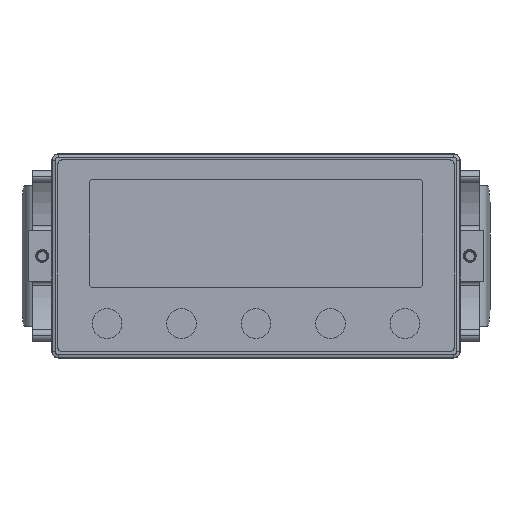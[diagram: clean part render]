
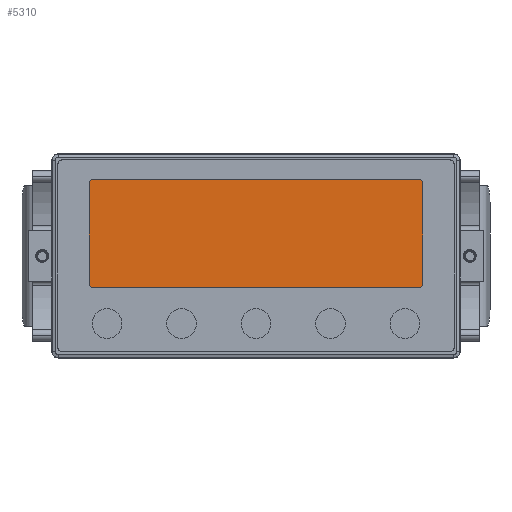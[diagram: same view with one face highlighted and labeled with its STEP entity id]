
A CAD part, top view. The second image highlights one B-rep face of the part: STEP entity #5310.
In plain terms, the highlighted planar face has unit normal (0, 0, 1).
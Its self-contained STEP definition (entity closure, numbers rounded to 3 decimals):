
#720 = CARTESIAN_POINT ( 'NONE',  ( 39.25, -6.48, 3.5 ) ) ;
#800 = LINE ( 'NONE', #1798, #14372 ) ;
#1798 = CARTESIAN_POINT ( 'NONE',  ( 0., -7.48, 3.5 ) ) ;
#1841 = DIRECTION ( 'NONE',  ( 0., -1., 0. ) ) ;
#2082 = DIRECTION ( 'NONE',  ( 1., 0., 0. ) ) ;
#2766 = ORIENTED_EDGE ( 'NONE', *, *, #4891, .F. ) ;
#2777 = AXIS2_PLACEMENT_3D ( 'NONE', #20062, #3807, #22774 ) ;
#3406 = ORIENTED_EDGE ( 'NONE', *, *, #29569, .F. ) ;
#3756 = FACE_OUTER_BOUND ( 'NONE', #4243, .T. ) ;
#3807 = DIRECTION ( 'NONE',  ( 0., 0., -1. ) ) ;
#4243 = EDGE_LOOP ( 'NONE', ( #14974, #28216, #18002, #5643, #2766, #3406, #29135, #7366 ) ) ;
#4278 = CARTESIAN_POINT ( 'NONE',  ( 0., 18.02, 3.5 ) ) ;
#4375 = CARTESIAN_POINT ( 'NONE',  ( 0., 0., 3.5 ) ) ;
#4490 = VERTEX_POINT ( 'NONE', #21314 ) ;
#4678 = EDGE_CURVE ( 'NONE', #28217, #29750, #17350, .T. ) ;
#4709 = CARTESIAN_POINT ( 'NONE',  ( -38.25, -7.48, 3.5 ) ) ;
#4891 = EDGE_CURVE ( 'NONE', #7820, #6272, #18600, .T. ) ;
#5310 = ADVANCED_FACE ( 'NONE', ( #3756 ), #20627, .T. ) ;
#5643 = ORIENTED_EDGE ( 'NONE', *, *, #8485, .F. ) ;
#6272 = VERTEX_POINT ( 'NONE', #720 ) ;
#7008 = CARTESIAN_POINT ( 'NONE',  ( -38.25, 17.02, 3.5 ) ) ;
#7125 = DIRECTION ( 'NONE',  ( 0., 0., 1. ) ) ;
#7366 = ORIENTED_EDGE ( 'NONE', *, *, #28021, .F. ) ;
#7820 = VERTEX_POINT ( 'NONE', #24037 ) ;
#8406 = CIRCLE ( 'NONE', #2777, 1. ) ;
#8482 = CARTESIAN_POINT ( 'NONE',  ( 38.25, -6.48, 3.5 ) ) ;
#8485 = EDGE_CURVE ( 'NONE', #6272, #34981, #19610, .T. ) ;
#8516 = CARTESIAN_POINT ( 'NONE',  ( -38.25, -6.48, 3.5 ) ) ;
#9260 = VERTEX_POINT ( 'NONE', #24313 ) ;
#9714 = DIRECTION ( 'NONE',  ( 1., 0., 0. ) ) ;
#9749 = DIRECTION ( 'NONE',  ( 1., 0., 0. ) ) ;
#10101 = LINE ( 'NONE', #28218, #16469 ) ;
#10608 = EDGE_CURVE ( 'NONE', #29750, #13457, #10101, .T. ) ;
#11210 = DIRECTION ( 'NONE',  ( 1., 0., 0. ) ) ;
#11955 = DIRECTION ( 'NONE',  ( 0., 1., 0. ) ) ;
#13457 = VERTEX_POINT ( 'NONE', #21678 ) ;
#14372 = VECTOR ( 'NONE', #29490, 1000. ) ;
#14672 = AXIS2_PLACEMENT_3D ( 'NONE', #8482, #27437, #11210 ) ;
#14974 = ORIENTED_EDGE ( 'NONE', *, *, #10608, .F. ) ;
#15877 = AXIS2_PLACEMENT_3D ( 'NONE', #7008, #25941, #9714 ) ;
#15914 = EDGE_CURVE ( 'NONE', #9260, #4490, #22100, .T. ) ;
#15936 = AXIS2_PLACEMENT_3D ( 'NONE', #4375, #7125, #26079 ) ;
#16469 = VECTOR ( 'NONE', #11955, 1000. ) ;
#16901 = VECTOR ( 'NONE', #1841, 1000. ) ;
#17318 = AXIS2_PLACEMENT_3D ( 'NONE', #8516, #27475, #2082 ) ;
#17350 = CIRCLE ( 'NONE', #17318, 1. ) ;
#17883 = CARTESIAN_POINT ( 'NONE',  ( -39.25, -6.48, 3.5 ) ) ;
#18002 = ORIENTED_EDGE ( 'NONE', *, *, #24434, .F. ) ;
#18055 = CARTESIAN_POINT ( 'NONE',  ( 39.25, 0., 3.5 ) ) ;
#18600 = LINE ( 'NONE', #18055, #16901 ) ;
#19610 = CIRCLE ( 'NONE', #14672, 1. ) ;
#20062 = CARTESIAN_POINT ( 'NONE',  ( 38.25, 17.02, 3.5 ) ) ;
#20429 = CARTESIAN_POINT ( 'NONE',  ( 38.25, -7.48, 3.5 ) ) ;
#20627 = PLANE ( 'NONE',  #15936 ) ;
#21314 = CARTESIAN_POINT ( 'NONE',  ( 38.25, 18.02, 3.5 ) ) ;
#21678 = CARTESIAN_POINT ( 'NONE',  ( -39.25, 17.02, 3.5 ) ) ;
#22100 = LINE ( 'NONE', #4278, #28507 ) ;
#22774 = DIRECTION ( 'NONE',  ( 1., 0., 0. ) ) ;
#24037 = CARTESIAN_POINT ( 'NONE',  ( 39.25, 17.02, 3.5 ) ) ;
#24313 = CARTESIAN_POINT ( 'NONE',  ( -38.25, 18.02, 3.5 ) ) ;
#24434 = EDGE_CURVE ( 'NONE', #34981, #28217, #800, .T. ) ;
#25941 = DIRECTION ( 'NONE',  ( 0., 0., -1. ) ) ;
#26079 = DIRECTION ( 'NONE',  ( 1., 0., 0. ) ) ;
#27437 = DIRECTION ( 'NONE',  ( 0., 0., -1. ) ) ;
#27475 = DIRECTION ( 'NONE',  ( 0., 0., -1. ) ) ;
#28021 = EDGE_CURVE ( 'NONE', #13457, #9260, #28212, .T. ) ;
#28212 = CIRCLE ( 'NONE', #15877, 1. ) ;
#28216 = ORIENTED_EDGE ( 'NONE', *, *, #4678, .F. ) ;
#28217 = VERTEX_POINT ( 'NONE', #4709 ) ;
#28218 = CARTESIAN_POINT ( 'NONE',  ( -39.25, 0., 3.5 ) ) ;
#28507 = VECTOR ( 'NONE', #9749, 1000. ) ;
#29135 = ORIENTED_EDGE ( 'NONE', *, *, #15914, .F. ) ;
#29490 = DIRECTION ( 'NONE',  ( -1., 0., 0. ) ) ;
#29569 = EDGE_CURVE ( 'NONE', #4490, #7820, #8406, .T. ) ;
#29750 = VERTEX_POINT ( 'NONE', #17883 ) ;
#34981 = VERTEX_POINT ( 'NONE', #20429 ) ;
